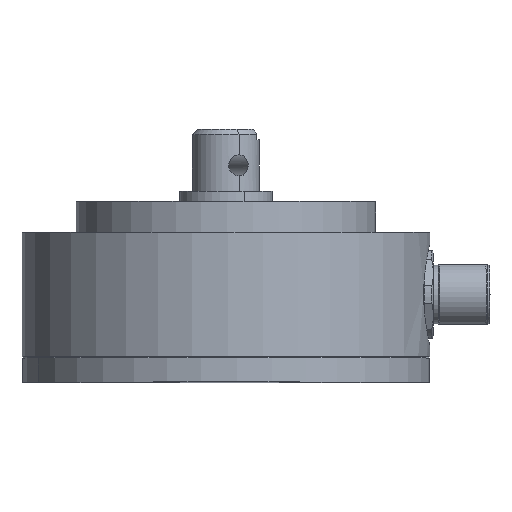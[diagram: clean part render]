
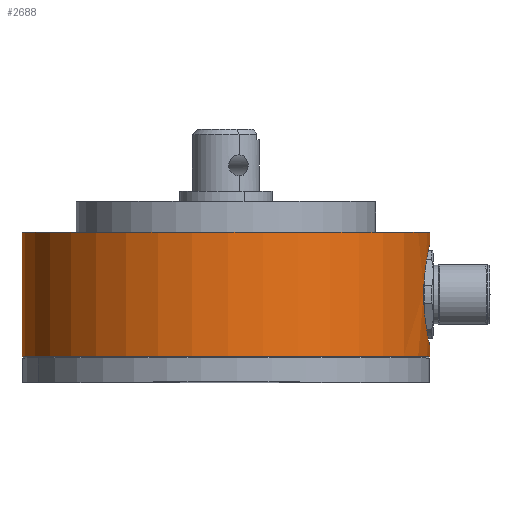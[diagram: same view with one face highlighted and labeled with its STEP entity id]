
A CAD part, top view. The second image highlights one B-rep face of the part: STEP entity #2688.
In plain terms, the highlighted cylindrical face has radius 39.5 mm (diameter 79 mm), a partial arc.
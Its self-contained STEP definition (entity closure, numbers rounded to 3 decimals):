
#299 = VERTEX_POINT ( 'NONE', #9180 ) ;
#461 = CARTESIAN_POINT ( 'NONE',  ( 41.028, -11.99, 3.994 ) ) ;
#482 = EDGE_CURVE ( 'NONE', #3963, #299, #4961, .T. ) ;
#509 = CARTESIAN_POINT ( 'NONE',  ( 40.193, -7.346, 11.179 ) ) ;
#527 = EDGE_CURVE ( 'NONE', #3140, #10390, #11875, .T. ) ;
#549 = CARTESIAN_POINT ( 'NONE',  ( 39.97, 1.166, 12.18 ) ) ;
#593 = CARTESIAN_POINT ( 'NONE',  ( 40.827, 6.911, 7.122 ) ) ;
#737 = EDGE_CURVE ( 'NONE', #1341, #3140, #7256, .T. ) ;
#1147 = EDGE_CURVE ( 'NONE', #1341, #299, #12362, .T. ) ;
#1195 = DIRECTION ( 'NONE',  ( 0., 1., 0. ) ) ;
#1341 = VERTEX_POINT ( 'NONE', #9922 ) ;
#1464 = B_SPLINE_CURVE_WITH_KNOTS ( 'NONE', 3,
 ( #3500, #4551, #461, #7673, #1498, #8675, #2516, #9704, #3543, #10739, #4595, #11776, #5633, #12789, #6679, #509, #7712, #1532, #8725, #2548, #9756, #3580, #10787, #4634, #11820, #5675, #12830, #6728, #549, #7754, #1574, #8766, #2597, #9790, #3633, #10827, #4678, #11864, #5719, #12878, #6769, #593, #7793, #1617, #8810, #2635, #9829, #3675, #10878, #4722 ),
 .UNSPECIFIED., .F., .F.,
 ( 4, 2, 2, 2, 2, 2, 2, 2, 2, 2, 2, 2, 2, 2, 2, 2, 2, 2, 2, 2, 2, 2, 2, 2, 4 ),
 ( 0., 0.002, 0.003, 0.004, 0.006, 0.007, 0.008, 0.01, 0.011, 0.012, 0.013, 0.014, 0.016, 0.018, 0.02, 0.021, 0.022, 0.023, 0.024, 0.025, 0.026, 0.027, 0.029, 0.03, 0.031 ),
 .UNSPECIFIED. ) ;
#1498 = CARTESIAN_POINT ( 'NONE',  ( 40.974, -11.718, 5.274 ) ) ;
#1503 = DIRECTION ( 'NONE',  ( 0., 1., 0. ) ) ;
#1532 = CARTESIAN_POINT ( 'NONE',  ( 40.09, -6.489, 11.658 ) ) ;
#1574 = CARTESIAN_POINT ( 'NONE',  ( 40.089, 2.375, 11.66 ) ) ;
#1617 = CARTESIAN_POINT ( 'NONE',  ( 40.936, 7.429, 5.918 ) ) ;
#1814 = DIRECTION ( 'NONE',  ( -1., 0., 0.01 ) ) ;
#1989 = ORIENTED_EDGE ( 'NONE', *, *, #1147, .F. ) ;
#2000 = ORIENTED_EDGE ( 'NONE', *, *, #8639, .T. ) ;
#2516 = CARTESIAN_POINT ( 'NONE',  ( 40.91, -11.415, 6.216 ) ) ;
#2548 = CARTESIAN_POINT ( 'NONE',  ( 40.001, -5.594, 12.048 ) ) ;
#2597 = CARTESIAN_POINT ( 'NONE',  ( 40.192, 3.231, 11.183 ) ) ;
#2635 = CARTESIAN_POINT ( 'NONE',  ( 41.015, 7.814, 4.328 ) ) ;
#2643 = CARTESIAN_POINT ( 'NONE',  ( 41.032, 7.945, 2.679 ) ) ;
#2650 = FACE_OUTER_BOUND ( 'NONE', #12766, .T. ) ;
#2688 = ADVANCED_FACE ( 'NONE', ( #2650 ), #4116, .T. ) ;
#2801 = CARTESIAN_POINT ( 'NONE',  ( 1.534, -14.055, 3.07 ) ) ;
#2901 = DIRECTION ( 'NONE',  ( -1., 0., 0.01 ) ) ;
#2991 = CARTESIAN_POINT ( 'NONE',  ( 1.534, -14.055, 3.07 ) ) ;
#3140 = VERTEX_POINT ( 'NONE', #4813 ) ;
#3500 = CARTESIAN_POINT ( 'NONE',  ( 41.032, -12.055, 2.679 ) ) ;
#3520 = ORIENTED_EDGE ( 'NONE', *, *, #12989, .T. ) ;
#3543 = CARTESIAN_POINT ( 'NONE',  ( 40.766, -10.73, 7.698 ) ) ;
#3580 = CARTESIAN_POINT ( 'NONE',  ( 39.929, -4.66, 12.35 ) ) ;
#3633 = CARTESIAN_POINT ( 'NONE',  ( 40.305, 4.032, 10.627 ) ) ;
#3662 = VECTOR ( 'NONE', #6486, 1000. ) ;
#3675 = CARTESIAN_POINT ( 'NONE',  ( 41.035, 7.929, 3.341 ) ) ;
#3840 = DIRECTION ( 'NONE',  ( 0., 1., 0. ) ) ;
#3963 = VERTEX_POINT ( 'NONE', #6510 ) ;
#4114 = VERTEX_POINT ( 'NONE', #2643 ) ;
#4116 = CYLINDRICAL_SURFACE ( 'NONE', #9272, 39.5 ) ;
#4345 = CARTESIAN_POINT ( 'NONE',  ( 41.032, -14.055, 2.679 ) ) ;
#4432 = DIRECTION ( 'NONE',  ( 0., -1., 0. ) ) ;
#4551 = CARTESIAN_POINT ( 'NONE',  ( 41.039, -12.055, 3.342 ) ) ;
#4595 = CARTESIAN_POINT ( 'NONE',  ( 40.62, -9.99, 8.778 ) ) ;
#4634 = CARTESIAN_POINT ( 'NONE',  ( 39.861, -3.369, 12.626 ) ) ;
#4678 = CARTESIAN_POINT ( 'NONE',  ( 40.424, 4.781, 9.991 ) ) ;
#4722 = CARTESIAN_POINT ( 'NONE',  ( 41.032, 7.945, 2.679 ) ) ;
#4813 = CARTESIAN_POINT ( 'NONE',  ( 41.032, -14.055, 2.679 ) ) ;
#4817 = VECTOR ( 'NONE', #1195, 1000. ) ;
#4961 = CIRCLE ( 'NONE', #11853, 39.5 ) ;
#5313 = ORIENTED_EDGE ( 'NONE', *, *, #527, .T. ) ;
#5490 = AXIS2_PLACEMENT_3D ( 'NONE', #2991, #10589, #2901 ) ;
#5633 = CARTESIAN_POINT ( 'NONE',  ( 40.504, -9.355, 9.526 ) ) ;
#5675 = CARTESIAN_POINT ( 'NONE',  ( 39.844, -1.409, 12.692 ) ) ;
#5719 = CARTESIAN_POINT ( 'NONE',  ( 40.621, 5.888, 8.793 ) ) ;
#6486 = DIRECTION ( 'NONE',  ( 0., 1., 0. ) ) ;
#6510 = CARTESIAN_POINT ( 'NONE',  ( 41.032, 9.945, 2.679 ) ) ;
#6523 = CARTESIAN_POINT ( 'NONE',  ( 1.534, 9.945, 3.07 ) ) ;
#6679 = CARTESIAN_POINT ( 'NONE',  ( 40.306, -8.165, 10.63 ) ) ;
#6728 = CARTESIAN_POINT ( 'NONE',  ( 39.924, 0.541, 12.37 ) ) ;
#6769 = CARTESIAN_POINT ( 'NONE',  ( 40.763, 6.6, 7.702 ) ) ;
#7256 = CIRCLE ( 'NONE', #5490, 39.5 ) ;
#7340 = ORIENTED_EDGE ( 'NONE', *, *, #737, .T. ) ;
#7673 = CARTESIAN_POINT ( 'NONE',  ( 40.99, -11.798, 4.956 ) ) ;
#7712 = CARTESIAN_POINT ( 'NONE',  ( 40.157, -7.064, 11.349 ) ) ;
#7754 = CARTESIAN_POINT ( 'NONE',  ( 40.057, 2.076, 11.802 ) ) ;
#7793 = CARTESIAN_POINT ( 'NONE',  ( 40.856, 7.052, 6.824 ) ) ;
#8304 = CARTESIAN_POINT ( 'NONE',  ( 41.032, -12.055, 2.679 ) ) ;
#8639 = EDGE_CURVE ( 'NONE', #10390, #4114, #1464, .T. ) ;
#8675 = CARTESIAN_POINT ( 'NONE',  ( 40.934, -11.527, 5.904 ) ) ;
#8725 = CARTESIAN_POINT ( 'NONE',  ( 40.058, -6.195, 11.797 ) ) ;
#8766 = CARTESIAN_POINT ( 'NONE',  ( 40.157, 2.952, 11.35 ) ) ;
#8810 = CARTESIAN_POINT ( 'NONE',  ( 40.977, 7.619, 5.295 ) ) ;
#9180 = CARTESIAN_POINT ( 'NONE',  ( -37.964, 9.945, 3.461 ) ) ;
#9272 = AXIS2_PLACEMENT_3D ( 'NONE', #2801, #3840, #1814 ) ;
#9327 = VECTOR ( 'NONE', #1503, 1000. ) ;
#9609 = DIRECTION ( 'NONE',  ( -1., 0., 0.01 ) ) ;
#9704 = CARTESIAN_POINT ( 'NONE',  ( 40.83, -11.038, 7.124 ) ) ;
#9756 = CARTESIAN_POINT ( 'NONE',  ( 39.974, -5.288, 12.159 ) ) ;
#9790 = CARTESIAN_POINT ( 'NONE',  ( 40.267, 3.771, 10.821 ) ) ;
#9829 = CARTESIAN_POINT ( 'NONE',  ( 41.025, 7.863, 4. ) ) ;
#9922 = CARTESIAN_POINT ( 'NONE',  ( -37.964, -14.055, 3.461 ) ) ;
#9947 = LINE ( 'NONE', #11226, #4817 ) ;
#10390 = VERTEX_POINT ( 'NONE', #8304 ) ;
#10589 = DIRECTION ( 'NONE',  ( 0., 1., 0. ) ) ;
#10739 = CARTESIAN_POINT ( 'NONE',  ( 40.658, -10.186, 8.513 ) ) ;
#10787 = CARTESIAN_POINT ( 'NONE',  ( 39.909, -4.338, 12.432 ) ) ;
#10827 = CARTESIAN_POINT ( 'NONE',  ( 40.383, 4.537, 10.213 ) ) ;
#10878 = CARTESIAN_POINT ( 'NONE',  ( 41.035, 7.945, 3.011 ) ) ;
#11226 = CARTESIAN_POINT ( 'NONE',  ( 41.032, -14.055, 2.679 ) ) ;
#11743 = CARTESIAN_POINT ( 'NONE',  ( -37.964, -14.055, 3.461 ) ) ;
#11776 = CARTESIAN_POINT ( 'NONE',  ( 40.543, -9.574, 9.285 ) ) ;
#11820 = CARTESIAN_POINT ( 'NONE',  ( 39.845, -2.719, 12.691 ) ) ;
#11853 = AXIS2_PLACEMENT_3D ( 'NONE', #6523, #4432, #9609 ) ;
#11864 = CARTESIAN_POINT ( 'NONE',  ( 40.543, 5.476, 9.296 ) ) ;
#11875 = LINE ( 'NONE', #4345, #3662 ) ;
#12362 = LINE ( 'NONE', #11743, #9327 ) ;
#12766 = EDGE_LOOP ( 'NONE', ( #7340, #5313, #2000, #3520, #12868, #1989 ) ) ;
#12789 = CARTESIAN_POINT ( 'NONE',  ( 40.385, -8.666, 10.216 ) ) ;
#12830 = CARTESIAN_POINT ( 'NONE',  ( 39.861, -0.743, 12.626 ) ) ;
#12868 = ORIENTED_EDGE ( 'NONE', *, *, #482, .T. ) ;
#12878 = CARTESIAN_POINT ( 'NONE',  ( 40.728, 6.431, 7.982 ) ) ;
#12989 = EDGE_CURVE ( 'NONE', #4114, #3963, #9947, .T. ) ;
